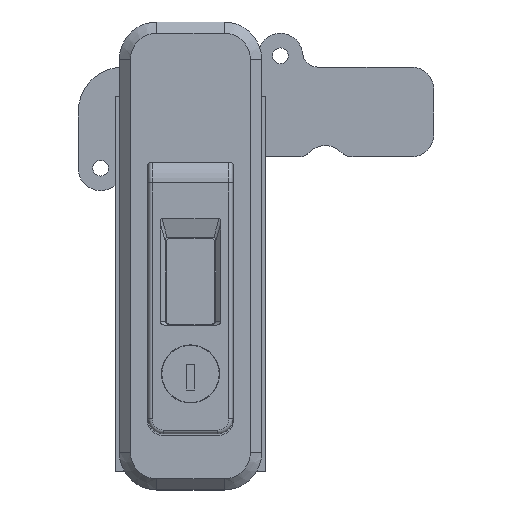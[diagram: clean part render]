
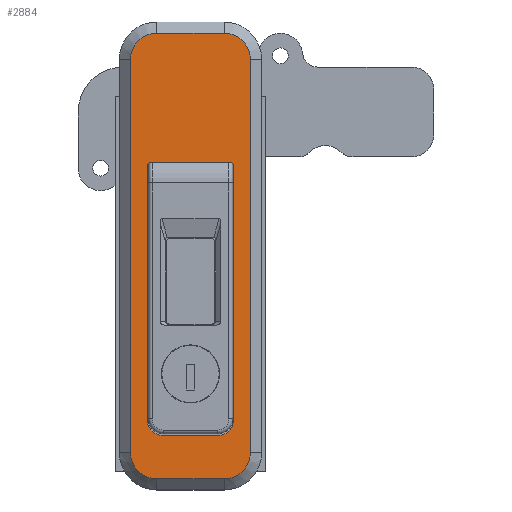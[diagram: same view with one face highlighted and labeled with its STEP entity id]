
A CAD part, top view. The second image highlights one B-rep face of the part: STEP entity #2884.
In plain terms, the highlighted planar face has unit normal (0, 0, 1).
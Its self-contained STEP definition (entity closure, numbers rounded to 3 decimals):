
#60 = CARTESIAN_POINT ( 'NONE',  ( 9., -91., 4. ) ) ;
#78 = CIRCLE ( 'NONE', #3032, 1. ) ;
#99 = AXIS2_PLACEMENT_3D ( 'NONE', #5376, #8533, #3345 ) ;
#184 = VERTEX_POINT ( 'NONE', #6004 ) ;
#260 = DIRECTION ( 'NONE',  ( 0., -1., 0. ) ) ;
#418 = CARTESIAN_POINT ( 'NONE',  ( -16., -91., 4. ) ) ;
#468 = ORIENTED_EDGE ( 'NONE', *, *, #12010, .T. ) ;
#484 = VERTEX_POINT ( 'NONE', #5383 ) ;
#580 = CARTESIAN_POINT ( 'NONE',  ( 10.5, -14.5, 4. ) ) ;
#600 = DIRECTION ( 'NONE',  ( 0., 1., 0. ) ) ;
#619 = FACE_BOUND ( 'NONE', #3765, .T. ) ;
#660 = CARTESIAN_POINT ( 'NONE',  ( 16., 14., 4. ) ) ;
#687 = CARTESIAN_POINT ( 'NONE',  ( -16., 14., 4. ) ) ;
#914 = CARTESIAN_POINT ( 'NONE',  ( 19., -98., 4. ) ) ;
#968 = DIRECTION ( 'NONE',  ( -1., 0., 0. ) ) ;
#1096 = CIRCLE ( 'NONE', #2579, 7. ) ;
#1128 = AXIS2_PLACEMENT_3D ( 'NONE', #580, #8593, #968 ) ;
#1189 = EDGE_LOOP ( 'NONE', ( #6169, #7760, #5583, #2121, #2673, #3872, #468, #1330 ) ) ;
#1330 = ORIENTED_EDGE ( 'NONE', *, *, #12635, .T. ) ;
#1369 = CIRCLE ( 'NONE', #7025, 7. ) ;
#1382 = ORIENTED_EDGE ( 'NONE', *, *, #6136, .F. ) ;
#1442 = VERTEX_POINT ( 'NONE', #5545 ) ;
#1543 = PLANE ( 'NONE',  #8181 ) ;
#1614 = ORIENTED_EDGE ( 'NONE', *, *, #9781, .F. ) ;
#1863 = AXIS2_PLACEMENT_3D ( 'NONE', #11246, #5546, #3520 ) ;
#2121 = ORIENTED_EDGE ( 'NONE', *, *, #8696, .T. ) ;
#2357 = CARTESIAN_POINT ( 'NONE',  ( 10.5, -13.5, 4. ) ) ;
#2472 = ORIENTED_EDGE ( 'NONE', *, *, #11042, .F. ) ;
#2579 = AXIS2_PLACEMENT_3D ( 'NONE', #4191, #5228, #10405 ) ;
#2649 = LINE ( 'NONE', #660, #12679 ) ;
#2650 = VERTEX_POINT ( 'NONE', #418 ) ;
#2673 = ORIENTED_EDGE ( 'NONE', *, *, #5846, .T. ) ;
#2773 = EDGE_CURVE ( 'NONE', #2650, #484, #9828, .T. ) ;
#2884 = ADVANCED_FACE ( 'NONE', ( #619, #3780 ), #1543, .F. ) ;
#3032 = AXIS2_PLACEMENT_3D ( 'NONE', #9009, #6195, #8016 ) ;
#3068 = CARTESIAN_POINT ( 'NONE',  ( -7.5, -86.4, 4. ) ) ;
#3142 = LINE ( 'NONE', #7336, #11171 ) ;
#3146 = CARTESIAN_POINT ( 'NONE',  ( 19., 21., 4. ) ) ;
#3176 = DIRECTION ( 'NONE',  ( 0., 0., 1. ) ) ;
#3188 = CARTESIAN_POINT ( 'NONE',  ( -7.5, -82.4, 4. ) ) ;
#3254 = CIRCLE ( 'NONE', #99, 7. ) ;
#3285 = CARTESIAN_POINT ( 'NONE',  ( 11.5, -14.5, 4. ) ) ;
#3345 = DIRECTION ( 'NONE',  ( -1., 0., 0. ) ) ;
#3520 = DIRECTION ( 'NONE',  ( -1., 0., 0. ) ) ;
#3545 = LINE ( 'NONE', #3285, #10582 ) ;
#3577 = DIRECTION ( 'NONE',  ( 1., 0., 0. ) ) ;
#3580 = CARTESIAN_POINT ( 'NONE',  ( 19., 24., 4. ) ) ;
#3607 = AXIS2_PLACEMENT_3D ( 'NONE', #9348, #3176, #6214 ) ;
#3689 = CARTESIAN_POINT ( 'NONE',  ( 16., -91., 4. ) ) ;
#3765 = EDGE_LOOP ( 'NONE', ( #4872, #6769, #1614, #2472, #8582, #1382, #5620, #5868 ) ) ;
#3780 = FACE_OUTER_BOUND ( 'NONE', #1189, .T. ) ;
#3825 = VECTOR ( 'NONE', #7147, 1000. ) ;
#3855 = CARTESIAN_POINT ( 'NONE',  ( 11.5, -14.5, 4. ) ) ;
#3872 = ORIENTED_EDGE ( 'NONE', *, *, #11473, .T. ) ;
#3902 = VERTEX_POINT ( 'NONE', #3068 ) ;
#3905 = CARTESIAN_POINT ( 'NONE',  ( 9., -98., 4. ) ) ;
#3961 = VERTEX_POINT ( 'NONE', #10925 ) ;
#4094 = EDGE_CURVE ( 'NONE', #9839, #3902, #5836, .T. ) ;
#4166 = VERTEX_POINT ( 'NONE', #687 ) ;
#4191 = CARTESIAN_POINT ( 'NONE',  ( -9., 14., 4. ) ) ;
#4804 = CARTESIAN_POINT ( 'NONE',  ( -11.5, -14.5, 4. ) ) ;
#4861 = LINE ( 'NONE', #7628, #12017 ) ;
#4872 = ORIENTED_EDGE ( 'NONE', *, *, #8985, .F. ) ;
#5099 = VERTEX_POINT ( 'NONE', #12238 ) ;
#5128 = VECTOR ( 'NONE', #11932, 1000. ) ;
#5228 = DIRECTION ( 'NONE',  ( 0., 0., 1. ) ) ;
#5280 = LINE ( 'NONE', #9290, #6412 ) ;
#5376 = CARTESIAN_POINT ( 'NONE',  ( 9., 14., 4. ) ) ;
#5383 = CARTESIAN_POINT ( 'NONE',  ( -9., -98., 4. ) ) ;
#5386 = CARTESIAN_POINT ( 'NONE',  ( -11.5, -82.4, 4. ) ) ;
#5436 = DIRECTION ( 'NONE',  ( 0., 1., 0. ) ) ;
#5545 = CARTESIAN_POINT ( 'NONE',  ( 11.5, -82.4, 4. ) ) ;
#5546 = DIRECTION ( 'NONE',  ( 0., 0., 1. ) ) ;
#5583 = ORIENTED_EDGE ( 'NONE', *, *, #5804, .T. ) ;
#5598 = VERTEX_POINT ( 'NONE', #4804 ) ;
#5620 = ORIENTED_EDGE ( 'NONE', *, *, #5885, .F. ) ;
#5628 = VERTEX_POINT ( 'NONE', #6647 ) ;
#5804 = EDGE_CURVE ( 'NONE', #9148, #10001, #1369, .T. ) ;
#5836 = CIRCLE ( 'NONE', #6671, 4. ) ;
#5846 = EDGE_CURVE ( 'NONE', #184, #3961, #3254, .T. ) ;
#5868 = ORIENTED_EDGE ( 'NONE', *, *, #6789, .F. ) ;
#5885 = EDGE_CURVE ( 'NONE', #1442, #7864, #3545, .T. ) ;
#5927 = VERTEX_POINT ( 'NONE', #2357 ) ;
#5981 = LINE ( 'NONE', #914, #5128 ) ;
#6004 = CARTESIAN_POINT ( 'NONE',  ( 16., 14., 4. ) ) ;
#6136 = EDGE_CURVE ( 'NONE', #7864, #5927, #6800, .T. ) ;
#6169 = ORIENTED_EDGE ( 'NONE', *, *, #2773, .T. ) ;
#6195 = DIRECTION ( 'NONE',  ( 0., 0., 1. ) ) ;
#6214 = DIRECTION ( 'NONE',  ( 1., 0., 0. ) ) ;
#6412 = VECTOR ( 'NONE', #3577, 1000. ) ;
#6647 = CARTESIAN_POINT ( 'NONE',  ( 7.5, -86.4, 4. ) ) ;
#6671 = AXIS2_PLACEMENT_3D ( 'NONE', #3188, #7195, #12234 ) ;
#6769 = ORIENTED_EDGE ( 'NONE', *, *, #4094, .F. ) ;
#6789 = EDGE_CURVE ( 'NONE', #5628, #1442, #8639, .T. ) ;
#6800 = CIRCLE ( 'NONE', #1128, 1. ) ;
#7025 = AXIS2_PLACEMENT_3D ( 'NONE', #60, #10042, #12008 ) ;
#7147 = DIRECTION ( 'NONE',  ( -1., 0., 0. ) ) ;
#7195 = DIRECTION ( 'NONE',  ( 0., 0., 1. ) ) ;
#7336 = CARTESIAN_POINT ( 'NONE',  ( -10.5, -13.5, 4. ) ) ;
#7628 = CARTESIAN_POINT ( 'NONE',  ( -16., 24., 4. ) ) ;
#7760 = ORIENTED_EDGE ( 'NONE', *, *, #10195, .T. ) ;
#7864 = VERTEX_POINT ( 'NONE', #3855 ) ;
#8016 = DIRECTION ( 'NONE',  ( 1., 0., 0. ) ) ;
#8181 = AXIS2_PLACEMENT_3D ( 'NONE', #3580, #11572, #11706 ) ;
#8258 = VERTEX_POINT ( 'NONE', #11635 ) ;
#8533 = DIRECTION ( 'NONE',  ( 0., 0., 1. ) ) ;
#8582 = ORIENTED_EDGE ( 'NONE', *, *, #10311, .F. ) ;
#8593 = DIRECTION ( 'NONE',  ( 0., 0., 1. ) ) ;
#8639 = CIRCLE ( 'NONE', #3607, 4. ) ;
#8696 = EDGE_CURVE ( 'NONE', #10001, #184, #2649, .T. ) ;
#8745 = DIRECTION ( 'NONE',  ( 0., -1., 0. ) ) ;
#8985 = EDGE_CURVE ( 'NONE', #3902, #5628, #5280, .T. ) ;
#9009 = CARTESIAN_POINT ( 'NONE',  ( -10.5, -14.5, 4. ) ) ;
#9148 = VERTEX_POINT ( 'NONE', #3905 ) ;
#9259 = LINE ( 'NONE', #12333, #12277 ) ;
#9290 = CARTESIAN_POINT ( 'NONE',  ( -7.5, -86.4, 4. ) ) ;
#9312 = DIRECTION ( 'NONE',  ( -1., 0., 0. ) ) ;
#9348 = CARTESIAN_POINT ( 'NONE',  ( 7.5, -82.4, 4. ) ) ;
#9781 = EDGE_CURVE ( 'NONE', #5598, #9839, #9259, .T. ) ;
#9828 = CIRCLE ( 'NONE', #1863, 7. ) ;
#9839 = VERTEX_POINT ( 'NONE', #5386 ) ;
#10001 = VERTEX_POINT ( 'NONE', #3689 ) ;
#10042 = DIRECTION ( 'NONE',  ( 0., 0., 1. ) ) ;
#10195 = EDGE_CURVE ( 'NONE', #484, #9148, #5981, .T. ) ;
#10311 = EDGE_CURVE ( 'NONE', #5927, #8258, #3142, .T. ) ;
#10405 = DIRECTION ( 'NONE',  ( -1., 0., 0. ) ) ;
#10582 = VECTOR ( 'NONE', #5436, 1000. ) ;
#10925 = CARTESIAN_POINT ( 'NONE',  ( 9., 21., 4. ) ) ;
#11042 = EDGE_CURVE ( 'NONE', #8258, #5598, #78, .T. ) ;
#11134 = LINE ( 'NONE', #3146, #3825 ) ;
#11171 = VECTOR ( 'NONE', #9312, 1000. ) ;
#11246 = CARTESIAN_POINT ( 'NONE',  ( -9., -91., 4. ) ) ;
#11473 = EDGE_CURVE ( 'NONE', #3961, #5099, #11134, .T. ) ;
#11572 = DIRECTION ( 'NONE',  ( 0., 0., -1. ) ) ;
#11635 = CARTESIAN_POINT ( 'NONE',  ( -10.5, -13.5, 4. ) ) ;
#11706 = DIRECTION ( 'NONE',  ( -1., 0., 0. ) ) ;
#11932 = DIRECTION ( 'NONE',  ( 1., 0., 0. ) ) ;
#12008 = DIRECTION ( 'NONE',  ( -1., 0., 0. ) ) ;
#12010 = EDGE_CURVE ( 'NONE', #5099, #4166, #1096, .T. ) ;
#12017 = VECTOR ( 'NONE', #8745, 1000. ) ;
#12234 = DIRECTION ( 'NONE',  ( 1., 0., 0. ) ) ;
#12238 = CARTESIAN_POINT ( 'NONE',  ( -9., 21., 4. ) ) ;
#12277 = VECTOR ( 'NONE', #260, 1000. ) ;
#12333 = CARTESIAN_POINT ( 'NONE',  ( -11.5, -14.5, 4. ) ) ;
#12635 = EDGE_CURVE ( 'NONE', #4166, #2650, #4861, .T. ) ;
#12679 = VECTOR ( 'NONE', #600, 1000. ) ;
